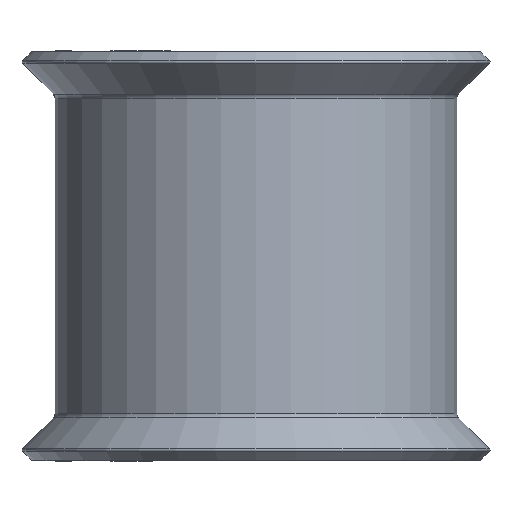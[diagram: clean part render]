
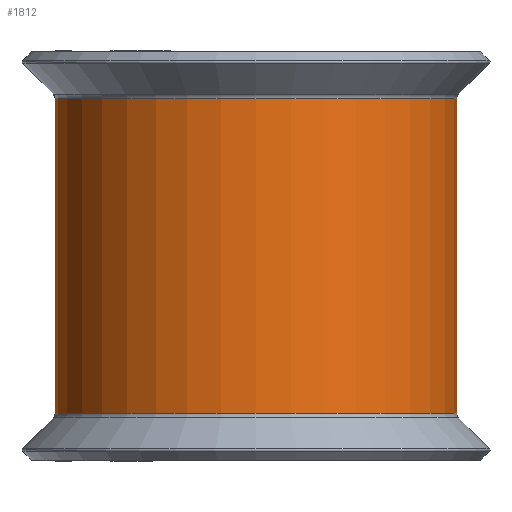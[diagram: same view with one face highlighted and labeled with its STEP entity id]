
A CAD part, front view. The second image highlights one B-rep face of the part: STEP entity #1812.
In plain terms, the highlighted cylindrical face has radius 7.772 mm (diameter 15.545 mm), a partial arc.
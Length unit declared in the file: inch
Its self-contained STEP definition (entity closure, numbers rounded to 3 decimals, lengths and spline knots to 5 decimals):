
#50 = EDGE_LOOP ( 'NONE', ( #750, #1147, #348, #321 ) ) ;
#122 = EDGE_CURVE ( 'NONE', #325, #2621, #355, .T. ) ;
#189 = VERTEX_POINT ( 'NONE', #2616 ) ;
#194 = CARTESIAN_POINT ( 'NONE',  ( 0.281, -0.444, 0.23972 ) ) ;
#217 = FACE_OUTER_BOUND ( 'NONE', #50, .T. ) ;
#230 = CARTESIAN_POINT ( 'NONE',  ( 0.281, -0.75, 0.3125 ) ) ;
#299 = DIRECTION ( 'NONE',  ( 0., 0., -1. ) ) ;
#321 = ORIENTED_EDGE ( 'NONE', *, *, #1982, .T. ) ;
#325 = VERTEX_POINT ( 'NONE', #2356 ) ;
#348 = ORIENTED_EDGE ( 'NONE', *, *, #2150, .F. ) ;
#355 = CIRCLE ( 'NONE', #1057, 0.306 ) ;
#412 = CARTESIAN_POINT ( 'NONE',  ( 0.281, -0.75, -0.23972 ) ) ;
#686 = DIRECTION ( 'NONE',  ( -1., 0., 0. ) ) ;
#747 = VERTEX_POINT ( 'NONE', #194 ) ;
#750 = ORIENTED_EDGE ( 'NONE', *, *, #3049, .T. ) ;
#806 = VECTOR ( 'NONE', #2228, 39.37008 ) ;
#859 = CYLINDRICAL_SURFACE ( 'NONE', #873, 0.306 ) ;
#873 = AXIS2_PLACEMENT_3D ( 'NONE', #230, #1737, #1502 ) ;
#890 = LINE ( 'NONE', #1272, #806 ) ;
#1057 = AXIS2_PLACEMENT_3D ( 'NONE', #412, #2154, #686 ) ;
#1147 = ORIENTED_EDGE ( 'NONE', *, *, #122, .F. ) ;
#1272 = CARTESIAN_POINT ( 'NONE',  ( -0.025, -0.75, 0.3125 ) ) ;
#1502 = DIRECTION ( 'NONE',  ( -1., 0., 0. ) ) ;
#1518 = DIRECTION ( 'NONE',  ( 0., 0., -1. ) ) ;
#1737 = DIRECTION ( 'NONE',  ( 0., 0., -1. ) ) ;
#1804 = CARTESIAN_POINT ( 'NONE',  ( 0.281, -0.75, 0.23972 ) ) ;
#1812 = ADVANCED_FACE ( 'NONE', ( #217 ), #859, .T. ) ;
#1832 = AXIS2_PLACEMENT_3D ( 'NONE', #1804, #299, #2045 ) ;
#1982 = EDGE_CURVE ( 'NONE', #747, #189, #2925, .T. ) ;
#2045 = DIRECTION ( 'NONE',  ( -1., 0., 0. ) ) ;
#2150 = EDGE_CURVE ( 'NONE', #747, #325, #3095, .T. ) ;
#2154 = DIRECTION ( 'NONE',  ( 0., 0., -1. ) ) ;
#2228 = DIRECTION ( 'NONE',  ( 0., 0., -1. ) ) ;
#2356 = CARTESIAN_POINT ( 'NONE',  ( 0.281, -0.444, -0.23972 ) ) ;
#2508 = VECTOR ( 'NONE', #1518, 39.37008 ) ;
#2616 = CARTESIAN_POINT ( 'NONE',  ( -0.025, -0.75, 0.23972 ) ) ;
#2621 = VERTEX_POINT ( 'NONE', #3075 ) ;
#2694 = CARTESIAN_POINT ( 'NONE',  ( 0.281, -0.444, 0.3125 ) ) ;
#2925 = CIRCLE ( 'NONE', #1832, 0.306 ) ;
#3049 = EDGE_CURVE ( 'NONE', #189, #2621, #890, .T. ) ;
#3075 = CARTESIAN_POINT ( 'NONE',  ( -0.025, -0.75, -0.23972 ) ) ;
#3095 = LINE ( 'NONE', #2694, #2508 ) ;
